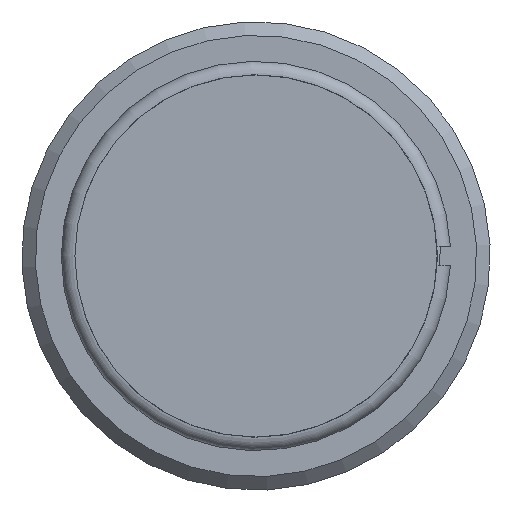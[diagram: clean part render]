
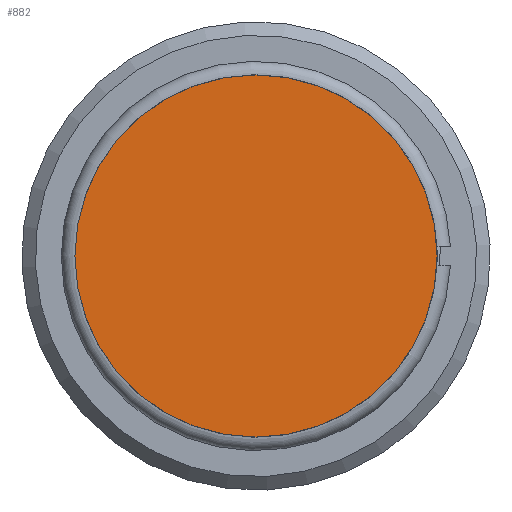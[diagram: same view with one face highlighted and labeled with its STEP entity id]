
A CAD part, left-side view. The second image highlights one B-rep face of the part: STEP entity #882.
In plain terms, the highlighted planar face has unit normal (-1, 0, 0).
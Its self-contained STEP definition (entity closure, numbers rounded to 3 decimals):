
#862=CARTESIAN_POINT('',(0.,4.0,0.0));
#863=VERTEX_POINT('',#862);
#864=CARTESIAN_POINT('',(0.0,0.0,0.0));
#865=DIRECTION('',(1.0,0.0,0.0));
#866=DIRECTION('',(0.0,1.0,0.0));
#867=AXIS2_PLACEMENT_3D('',#864,#865,#866);
#868=CIRCLE('',#867,4.0);
#869=EDGE_CURVE('',#863,#863,#868,.T.);
#874=CARTESIAN_POINT('',(0.,3.525,0.0));
#875=DIRECTION('',(-1.0,0.0,0.0));
#876=DIRECTION('',(0.0,0.0,1.0));
#877=AXIS2_PLACEMENT_3D('',#874,#875,#876);
#878=PLANE('',#877);
#879=ORIENTED_EDGE('',*,*,#869,.F.);
#880=EDGE_LOOP('',(#879));
#881=FACE_OUTER_BOUND('',#880,.T.);
#882=ADVANCED_FACE('',(#881),#878,.T.);
